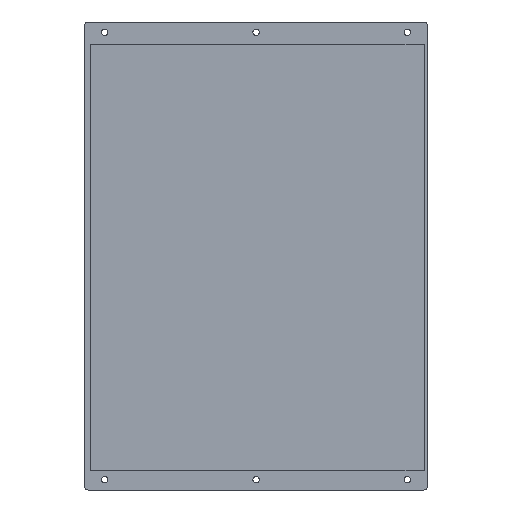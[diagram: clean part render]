
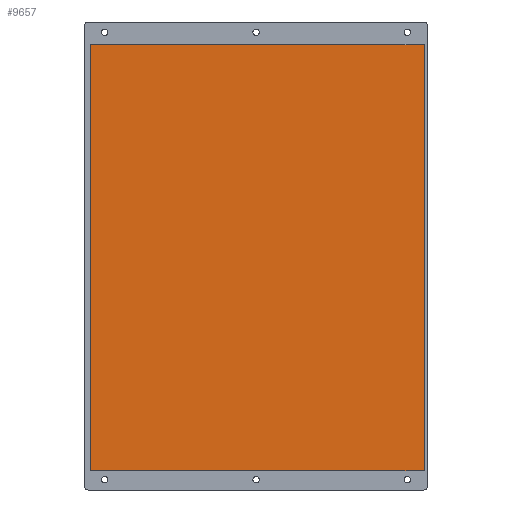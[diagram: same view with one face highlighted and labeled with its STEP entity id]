
A CAD part, front view. The second image highlights one B-rep face of the part: STEP entity #9657.
In plain terms, the highlighted planar face has unit normal (0, -1, 0).
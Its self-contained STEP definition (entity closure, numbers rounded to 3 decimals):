
#152=PLANE('',#10510);
#886=FACE_OUTER_BOUND('',#1440,.T.);
#1440=EDGE_LOOP('',(#6950,#6951,#6952,#6953));
#2020=LINE('',#13979,#3230);
#2021=LINE('',#13981,#3231);
#2022=LINE('',#13983,#3232);
#2023=LINE('',#13984,#3233);
#3230=VECTOR('',#11335,10.);
#3231=VECTOR('',#11336,10.);
#3232=VECTOR('',#11337,10.);
#3233=VECTOR('',#11338,10.);
#4604=VERTEX_POINT('',#13977);
#4605=VERTEX_POINT('',#13978);
#4606=VERTEX_POINT('',#13980);
#4607=VERTEX_POINT('',#13982);
#5500=EDGE_CURVE('',#4604,#4605,#2020,.T.);
#5501=EDGE_CURVE('',#4605,#4606,#2021,.T.);
#5502=EDGE_CURVE('',#4606,#4607,#2022,.T.);
#5503=EDGE_CURVE('',#4607,#4604,#2023,.T.);
#6950=ORIENTED_EDGE('',*,*,#5500,.T.);
#6951=ORIENTED_EDGE('',*,*,#5501,.T.);
#6952=ORIENTED_EDGE('',*,*,#5502,.T.);
#6953=ORIENTED_EDGE('',*,*,#5503,.T.);
#9657=ADVANCED_FACE('',(#886),#152,.T.);
#10510=AXIS2_PLACEMENT_3D('',#13976,#11333,#11334);
#11333=DIRECTION('center_axis',(0.,-1.,0.));
#11334=DIRECTION('ref_axis',(0.,0.,-1.));
#11335=DIRECTION('',(-1.,0.,0.));
#11336=DIRECTION('',(0.,0.,-1.));
#11337=DIRECTION('',(1.,0.,0.));
#11338=DIRECTION('',(0.,0.,1.));
#13976=CARTESIAN_POINT('Origin',(-82.9,-0.8,-105.8));
#13977=CARTESIAN_POINT('',(0.,-0.8,0.));
#13978=CARTESIAN_POINT('',(-165.8,-0.8,0.));
#13979=CARTESIAN_POINT('',(0.,-0.8,0.));
#13980=CARTESIAN_POINT('',(-165.8,-0.8,-211.6));
#13981=CARTESIAN_POINT('',(-165.8,-0.8,0.));
#13982=CARTESIAN_POINT('',(0.,-0.8,-211.6));
#13983=CARTESIAN_POINT('',(-165.8,-0.8,-211.6));
#13984=CARTESIAN_POINT('',(0.,-0.8,-211.6));
